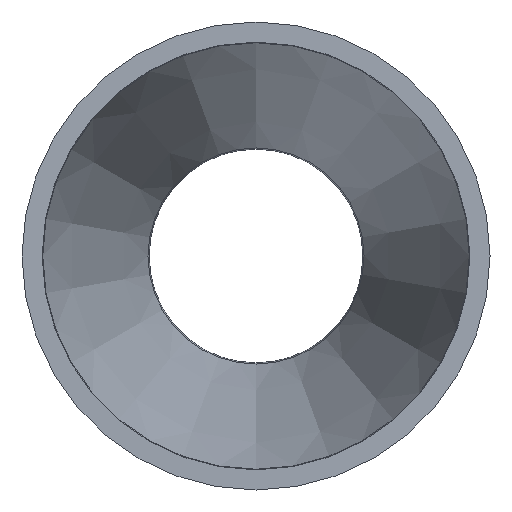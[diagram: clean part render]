
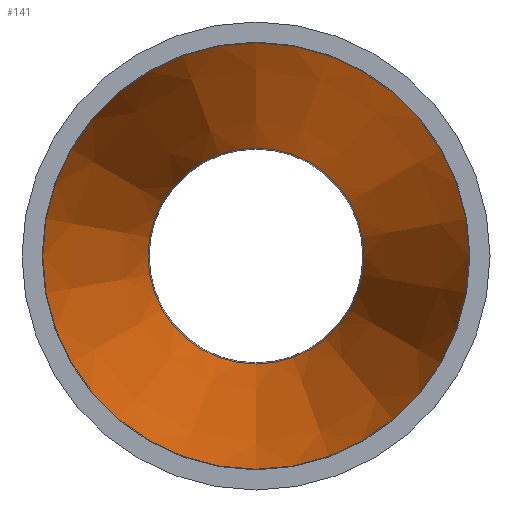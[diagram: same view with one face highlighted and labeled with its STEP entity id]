
A CAD part, front view. The second image highlights one B-rep face of the part: STEP entity #141.
In plain terms, the highlighted conical face has half-angle 13.725 degrees and reference radius 9.542 mm.
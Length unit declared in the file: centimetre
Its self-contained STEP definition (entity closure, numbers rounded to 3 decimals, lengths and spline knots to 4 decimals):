
#18=CONICAL_SURFACE('',#159,0.9542,0.24);
#31=FACE_BOUND('',#59,.T.);
#43=FACE_OUTER_BOUND('',#58,.T.);
#58=EDGE_LOOP('',(#118));
#59=EDGE_LOOP('',(#119));
#79=CIRCLE('',#158,1.2666);
#80=CIRCLE('',#160,0.6419);
#91=VERTEX_POINT('',#236);
#92=VERTEX_POINT('',#239);
#103=EDGE_CURVE('',#91,#91,#79,.T.);
#104=EDGE_CURVE('',#92,#92,#80,.T.);
#118=ORIENTED_EDGE('',*,*,#103,.T.);
#119=ORIENTED_EDGE('',*,*,#104,.T.);
#141=ADVANCED_FACE('',(#43,#31),#18,.F.);
#158=AXIS2_PLACEMENT_3D('',#237,#190,#191);
#159=AXIS2_PLACEMENT_3D('',#238,#192,#193);
#160=AXIS2_PLACEMENT_3D('',#240,#194,#195);
#190=DIRECTION('center_axis',(0.,-1.,0.));
#191=DIRECTION('ref_axis',(0.,0.,1.));
#192=DIRECTION('center_axis',(0.,-1.,0.));
#193=DIRECTION('ref_axis',(0.,0.,1.));
#194=DIRECTION('center_axis',(0.,1.,0.));
#195=DIRECTION('ref_axis',(0.,0.,1.));
#236=CARTESIAN_POINT('',(0.,1.064,1.2666));
#237=CARTESIAN_POINT('Origin',(0.,1.064,0.));
#238=CARTESIAN_POINT('Origin',(0.,2.343,0.));
#239=CARTESIAN_POINT('',(0.,3.6219,-0.6419));
#240=CARTESIAN_POINT('Origin',(0.,3.6219,0.));
